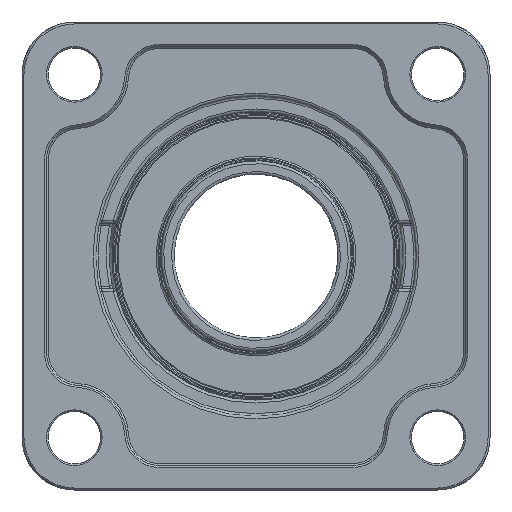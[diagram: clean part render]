
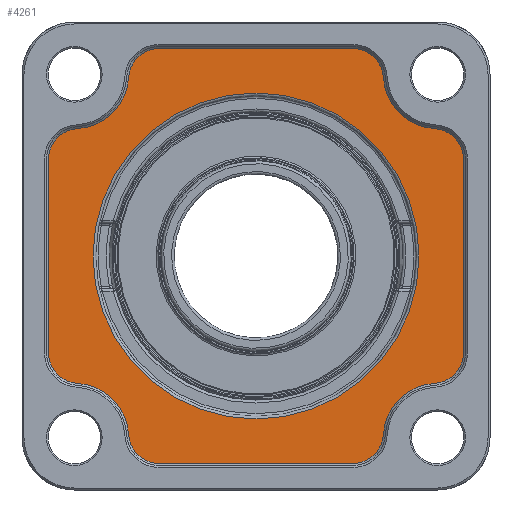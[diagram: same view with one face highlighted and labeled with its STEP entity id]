
A CAD part, front view. The second image highlights one B-rep face of the part: STEP entity #4261.
In plain terms, the highlighted planar face has unit normal (0, -1, 0).
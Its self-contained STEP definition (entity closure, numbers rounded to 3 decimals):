
#154=FACE_BOUND('',#1091,.T.);
#443=CIRCLE('',#4691,49.8);
#444=CIRCLE('',#4693,9.4);
#445=CIRCLE('',#4694,16.6);
#446=CIRCLE('',#4695,9.4);
#447=CIRCLE('',#4696,9.4);
#448=CIRCLE('',#4697,16.6);
#449=CIRCLE('',#4698,9.4);
#450=CIRCLE('',#4699,9.4);
#451=CIRCLE('',#4700,16.6);
#452=CIRCLE('',#4701,9.4);
#453=CIRCLE('',#4702,9.4);
#454=CIRCLE('',#4703,16.6);
#455=CIRCLE('',#4704,9.4);
#802=FACE_OUTER_BOUND('',#1090,.T.);
#1090=EDGE_LOOP('',(#3144,#3145,#3146,#3147,#3148,#3149,#3150,#3151,#3152,
#3153,#3154,#3155,#3156,#3157,#3158,#3159));
#1091=EDGE_LOOP('',(#3160));
#1387=LINE('',#7401,#1616);
#1388=LINE('',#7409,#1617);
#1389=LINE('',#7417,#1618);
#1390=LINE('',#7425,#1619);
#1616=VECTOR('',#5486,10.);
#1617=VECTOR('',#5493,10.);
#1618=VECTOR('',#5500,10.);
#1619=VECTOR('',#5507,10.);
#1906=VERTEX_POINT('',#7395);
#1907=VERTEX_POINT('',#7399);
#1908=VERTEX_POINT('',#7400);
#1909=VERTEX_POINT('',#7402);
#1910=VERTEX_POINT('',#7404);
#1911=VERTEX_POINT('',#7406);
#1912=VERTEX_POINT('',#7408);
#1913=VERTEX_POINT('',#7410);
#1914=VERTEX_POINT('',#7412);
#1915=VERTEX_POINT('',#7414);
#1916=VERTEX_POINT('',#7416);
#1917=VERTEX_POINT('',#7418);
#1918=VERTEX_POINT('',#7420);
#1919=VERTEX_POINT('',#7422);
#1920=VERTEX_POINT('',#7424);
#1921=VERTEX_POINT('',#7426);
#1922=VERTEX_POINT('',#7428);
#2354=EDGE_CURVE('',#1906,#1906,#443,.T.);
#2355=EDGE_CURVE('',#1907,#1908,#1387,.T.);
#2356=EDGE_CURVE('',#1909,#1907,#444,.T.);
#2357=EDGE_CURVE('',#1910,#1909,#445,.T.);
#2358=EDGE_CURVE('',#1911,#1910,#446,.T.);
#2359=EDGE_CURVE('',#1912,#1911,#1388,.T.);
#2360=EDGE_CURVE('',#1913,#1912,#447,.T.);
#2361=EDGE_CURVE('',#1914,#1913,#448,.T.);
#2362=EDGE_CURVE('',#1915,#1914,#449,.T.);
#2363=EDGE_CURVE('',#1916,#1915,#1389,.T.);
#2364=EDGE_CURVE('',#1917,#1916,#450,.T.);
#2365=EDGE_CURVE('',#1918,#1917,#451,.T.);
#2366=EDGE_CURVE('',#1919,#1918,#452,.T.);
#2367=EDGE_CURVE('',#1920,#1919,#1390,.T.);
#2368=EDGE_CURVE('',#1921,#1920,#453,.T.);
#2369=EDGE_CURVE('',#1922,#1921,#454,.T.);
#2370=EDGE_CURVE('',#1908,#1922,#455,.T.);
#3144=ORIENTED_EDGE('',*,*,#2355,.F.);
#3145=ORIENTED_EDGE('',*,*,#2356,.F.);
#3146=ORIENTED_EDGE('',*,*,#2357,.F.);
#3147=ORIENTED_EDGE('',*,*,#2358,.F.);
#3148=ORIENTED_EDGE('',*,*,#2359,.F.);
#3149=ORIENTED_EDGE('',*,*,#2360,.F.);
#3150=ORIENTED_EDGE('',*,*,#2361,.F.);
#3151=ORIENTED_EDGE('',*,*,#2362,.F.);
#3152=ORIENTED_EDGE('',*,*,#2363,.F.);
#3153=ORIENTED_EDGE('',*,*,#2364,.F.);
#3154=ORIENTED_EDGE('',*,*,#2365,.F.);
#3155=ORIENTED_EDGE('',*,*,#2366,.F.);
#3156=ORIENTED_EDGE('',*,*,#2367,.F.);
#3157=ORIENTED_EDGE('',*,*,#2368,.F.);
#3158=ORIENTED_EDGE('',*,*,#2369,.F.);
#3159=ORIENTED_EDGE('',*,*,#2370,.F.);
#3160=ORIENTED_EDGE('',*,*,#2354,.F.);
#4150=PLANE('',#4692);
#4261=ADVANCED_FACE('',(#802,#154),#4150,.T.);
#4691=AXIS2_PLACEMENT_3D('',#7397,#5482,#5483);
#4692=AXIS2_PLACEMENT_3D('',#7398,#5484,#5485);
#4693=AXIS2_PLACEMENT_3D('',#7403,#5487,#5488);
#4694=AXIS2_PLACEMENT_3D('',#7405,#5489,#5490);
#4695=AXIS2_PLACEMENT_3D('',#7407,#5491,#5492);
#4696=AXIS2_PLACEMENT_3D('',#7411,#5494,#5495);
#4697=AXIS2_PLACEMENT_3D('',#7413,#5496,#5497);
#4698=AXIS2_PLACEMENT_3D('',#7415,#5498,#5499);
#4699=AXIS2_PLACEMENT_3D('',#7419,#5501,#5502);
#4700=AXIS2_PLACEMENT_3D('',#7421,#5503,#5504);
#4701=AXIS2_PLACEMENT_3D('',#7423,#5505,#5506);
#4702=AXIS2_PLACEMENT_3D('',#7427,#5508,#5509);
#4703=AXIS2_PLACEMENT_3D('',#7429,#5510,#5511);
#4704=AXIS2_PLACEMENT_3D('',#7430,#5512,#5513);
#5482=DIRECTION('center_axis',(0.,-1.,0.));
#5483=DIRECTION('ref_axis',(-1.,0.,0.));
#5484=DIRECTION('center_axis',(0.,-1.,0.));
#5485=DIRECTION('ref_axis',(0.,0.,-1.));
#5486=DIRECTION('',(-1.,0.,0.));
#5487=DIRECTION('center_axis',(0.,1.,0.));
#5488=DIRECTION('ref_axis',(0.686,0.,-0.727));
#5489=DIRECTION('center_axis',(0.,-1.,0.));
#5490=DIRECTION('ref_axis',(-1.,0.,0.));
#5491=DIRECTION('center_axis',(0.,1.,0.));
#5492=DIRECTION('ref_axis',(0.727,0.,-0.686));
#5493=DIRECTION('',(0.,0.,-1.));
#5494=DIRECTION('center_axis',(0.,1.,0.));
#5495=DIRECTION('ref_axis',(0.727,0.,0.686));
#5496=DIRECTION('center_axis',(0.,-1.,0.));
#5497=DIRECTION('ref_axis',(-1.,0.,0.));
#5498=DIRECTION('center_axis',(0.,1.,0.));
#5499=DIRECTION('ref_axis',(0.686,0.,0.727));
#5500=DIRECTION('',(1.,0.,0.));
#5501=DIRECTION('center_axis',(0.,1.,0.));
#5502=DIRECTION('ref_axis',(-0.686,0.,0.727));
#5503=DIRECTION('center_axis',(0.,-1.,0.));
#5504=DIRECTION('ref_axis',(1.,0.,0.));
#5505=DIRECTION('center_axis',(0.,1.,0.));
#5506=DIRECTION('ref_axis',(-0.727,0.,0.686));
#5507=DIRECTION('',(0.,0.,1.));
#5508=DIRECTION('center_axis',(0.,1.,0.));
#5509=DIRECTION('ref_axis',(-0.727,0.,-0.686));
#5510=DIRECTION('center_axis',(0.,-1.,0.));
#5511=DIRECTION('ref_axis',(1.,0.,0.));
#5512=DIRECTION('center_axis',(0.,1.,0.));
#5513=DIRECTION('ref_axis',(-0.686,0.,-0.727));
#7395=CARTESIAN_POINT('',(0.,6.,49.8));
#7397=CARTESIAN_POINT('Origin',(0.,6.,0.));
#7398=CARTESIAN_POINT('Origin',(0.,6.,0.));
#7399=CARTESIAN_POINT('',(29.543,6.,-63.4));
#7400=CARTESIAN_POINT('',(-29.543,6.,-63.4));
#7401=CARTESIAN_POINT('',(20.972,6.,-63.4));
#7402=CARTESIAN_POINT('',(38.928,6.,-54.542));
#7403=CARTESIAN_POINT('Origin',(29.543,6.,-54.));
#7404=CARTESIAN_POINT('',(54.542,6.,-38.928));
#7405=CARTESIAN_POINT('Origin',(55.5,6.,-55.5));
#7406=CARTESIAN_POINT('',(63.4,6.,-29.543));
#7407=CARTESIAN_POINT('Origin',(54.,6.,-29.543));
#7408=CARTESIAN_POINT('',(63.4,6.,29.543));
#7409=CARTESIAN_POINT('',(63.4,6.,20.972));
#7410=CARTESIAN_POINT('',(54.542,6.,38.928));
#7411=CARTESIAN_POINT('Origin',(54.,6.,29.543));
#7412=CARTESIAN_POINT('',(38.928,6.,54.542));
#7413=CARTESIAN_POINT('Origin',(55.5,6.,55.5));
#7414=CARTESIAN_POINT('',(29.543,6.,63.4));
#7415=CARTESIAN_POINT('Origin',(29.543,6.,54.));
#7416=CARTESIAN_POINT('',(-29.543,6.,63.4));
#7417=CARTESIAN_POINT('',(-20.972,6.,63.4));
#7418=CARTESIAN_POINT('',(-38.928,6.,54.542));
#7419=CARTESIAN_POINT('Origin',(-29.543,6.,54.));
#7420=CARTESIAN_POINT('',(-54.542,6.,38.928));
#7421=CARTESIAN_POINT('Origin',(-55.5,6.,55.5));
#7422=CARTESIAN_POINT('',(-63.4,6.,29.543));
#7423=CARTESIAN_POINT('Origin',(-54.,6.,29.543));
#7424=CARTESIAN_POINT('',(-63.4,6.,-29.543));
#7425=CARTESIAN_POINT('',(-63.4,6.,-20.972));
#7426=CARTESIAN_POINT('',(-54.542,6.,-38.928));
#7427=CARTESIAN_POINT('Origin',(-54.,6.,-29.543));
#7428=CARTESIAN_POINT('',(-38.928,6.,-54.542));
#7429=CARTESIAN_POINT('Origin',(-55.5,6.,-55.5));
#7430=CARTESIAN_POINT('Origin',(-29.543,6.,-54.));
